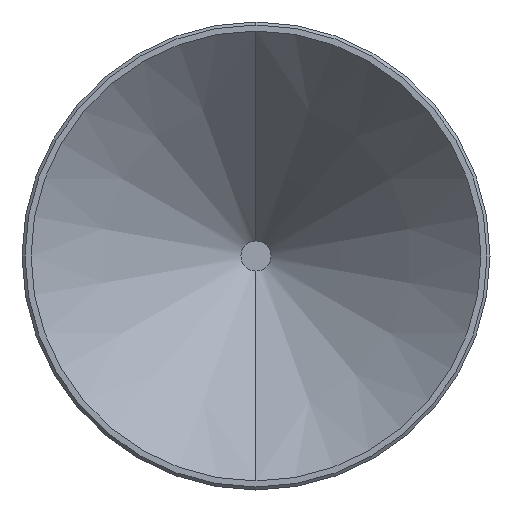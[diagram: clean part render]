
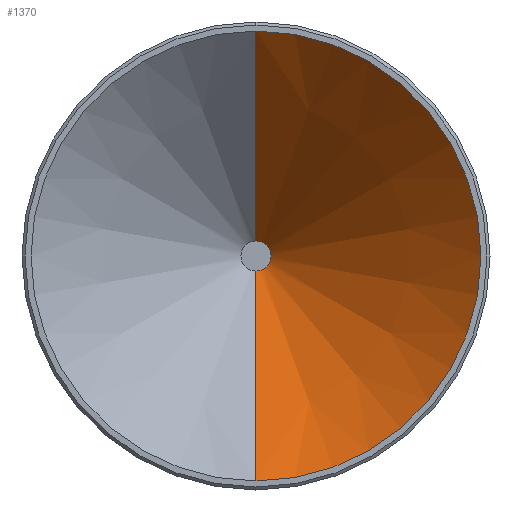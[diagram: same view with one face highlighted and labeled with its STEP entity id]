
A CAD part, left-side view. The second image highlights one B-rep face of the part: STEP entity #1370.
In plain terms, the highlighted conical face has half-angle 45 degrees and reference radius 0.127 mm.
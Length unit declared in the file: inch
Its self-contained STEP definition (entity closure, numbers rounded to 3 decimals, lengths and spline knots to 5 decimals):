
#2 = EDGE_CURVE ( 'NONE', #409, #914, #392, .T. ) ;
#83 = CARTESIAN_POINT ( 'NONE',  ( -0.2805, 0., -0.005 ) ) ;
#91 = CIRCLE ( 'NONE', #266, 0.0745 ) ;
#243 = CONICAL_SURFACE ( 'NONE', #1040, 0.005, 0.785 ) ;
#257 = AXIS2_PLACEMENT_3D ( 'NONE', #988, #448, #665 ) ;
#264 = VECTOR ( 'NONE', #706, 39.37008 ) ;
#266 = AXIS2_PLACEMENT_3D ( 'NONE', #670, #439, #1114 ) ;
#299 = CARTESIAN_POINT ( 'NONE',  ( -0.35, 0., -0.0745 ) ) ;
#353 = FACE_OUTER_BOUND ( 'NONE', #477, .T. ) ;
#386 = ORIENTED_EDGE ( 'NONE', *, *, #804, .T. ) ;
#392 = CIRCLE ( 'NONE', #257, 0.005 ) ;
#409 = VERTEX_POINT ( 'NONE', #1159 ) ;
#439 = DIRECTION ( 'NONE',  ( 1., 0., 0. ) ) ;
#448 = DIRECTION ( 'NONE',  ( 1., 0., 0. ) ) ;
#471 = CARTESIAN_POINT ( 'NONE',  ( -0.2805, 0., -0.005 ) ) ;
#477 = EDGE_LOOP ( 'NONE', ( #1302, #386, #964, #1055 ) ) ;
#573 = LINE ( 'NONE', #471, #264 ) ;
#665 = DIRECTION ( 'NONE',  ( 0., 0., -1. ) ) ;
#670 = CARTESIAN_POINT ( 'NONE',  ( -0.35, 0., 0. ) ) ;
#677 = VECTOR ( 'NONE', #966, 39.37008 ) ;
#690 = CARTESIAN_POINT ( 'NONE',  ( -0.2805, 0., 0. ) ) ;
#706 = DIRECTION ( 'NONE',  ( -0.707, 0., -0.707 ) ) ;
#784 = DIRECTION ( 'NONE',  ( 0., 0., 1. ) ) ;
#804 = EDGE_CURVE ( 'NONE', #914, #833, #573, .T. ) ;
#833 = VERTEX_POINT ( 'NONE', #299 ) ;
#883 = DIRECTION ( 'NONE',  ( -1., 0., 0. ) ) ;
#914 = VERTEX_POINT ( 'NONE', #83 ) ;
#964 = ORIENTED_EDGE ( 'NONE', *, *, #1352, .F. ) ;
#966 = DIRECTION ( 'NONE',  ( -0.707, 0., 0.707 ) ) ;
#988 = CARTESIAN_POINT ( 'NONE',  ( -0.2805, 0., 0. ) ) ;
#993 = EDGE_CURVE ( 'NONE', #409, #1357, #1266, .T. ) ;
#1040 = AXIS2_PLACEMENT_3D ( 'NONE', #690, #883, #784 ) ;
#1055 = ORIENTED_EDGE ( 'NONE', *, *, #993, .F. ) ;
#1114 = DIRECTION ( 'NONE',  ( 0., 0., -1. ) ) ;
#1159 = CARTESIAN_POINT ( 'NONE',  ( -0.2805, 0., 0.005 ) ) ;
#1187 = CARTESIAN_POINT ( 'NONE',  ( -0.2805, 0., 0.005 ) ) ;
#1266 = LINE ( 'NONE', #1187, #677 ) ;
#1302 = ORIENTED_EDGE ( 'NONE', *, *, #2, .T. ) ;
#1317 = CARTESIAN_POINT ( 'NONE',  ( -0.35, 0., 0.0745 ) ) ;
#1352 = EDGE_CURVE ( 'NONE', #1357, #833, #91, .T. ) ;
#1357 = VERTEX_POINT ( 'NONE', #1317 ) ;
#1370 = ADVANCED_FACE ( 'NONE', ( #353 ), #243, .F. ) ;
